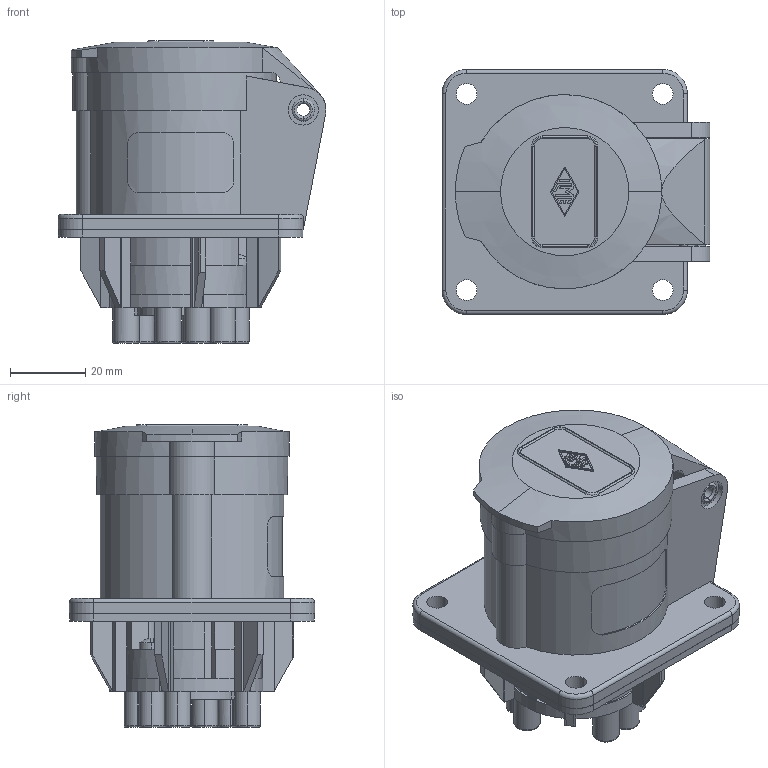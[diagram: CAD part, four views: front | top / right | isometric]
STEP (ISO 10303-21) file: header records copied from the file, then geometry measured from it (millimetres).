
FILE_DESCRIPTION(('Creo Elements/Direct Modeling STEP Export'),'2;1');
FILE_NAME('3g6gu5h5r66jqqm468','2023-06-12T13:15:22',(''),(''),'Creo Elements/Direct Modeling STEP processor for AP214 (Solid Model)','Creo Elements/Direct Modeling 20.1D 10-Oct-2020 (C) Parametric Technology GmbH','');
FILE_SCHEMA(('AUTOMOTIVE_DESIGN { 1 0 10303 214 1 1 1 1 }'));
Length unit declared in the file: millimetre
Products named in the file (3): HOUSING; COVER; PE_1663_PQ
Assembly tree (2 placements, depth 2):
  PE_1663_PQ
    COVER
    HOUSING
Bounding box: 71 x 65 x 80.3 mm (x, y, z)
Volume: 110974.9 mm3; surface area: 50669.1 mm2
Topology: 2 solids, 2 shells, 483 faces, 1312 edges, 856 vertices
Faces by surface type: plane 254, cylinder 175, torus 40, cone 14
Entity records: 19865 total; most frequent: CARTESIAN_POINT 4533, ORIENTED_EDGE 2624, DIRECTION 2321, EDGE_CURVE 1312, VERTEX_POINT 856, AXIS2_PLACEMENT_3D 798, VECTOR 725, LINE 725
